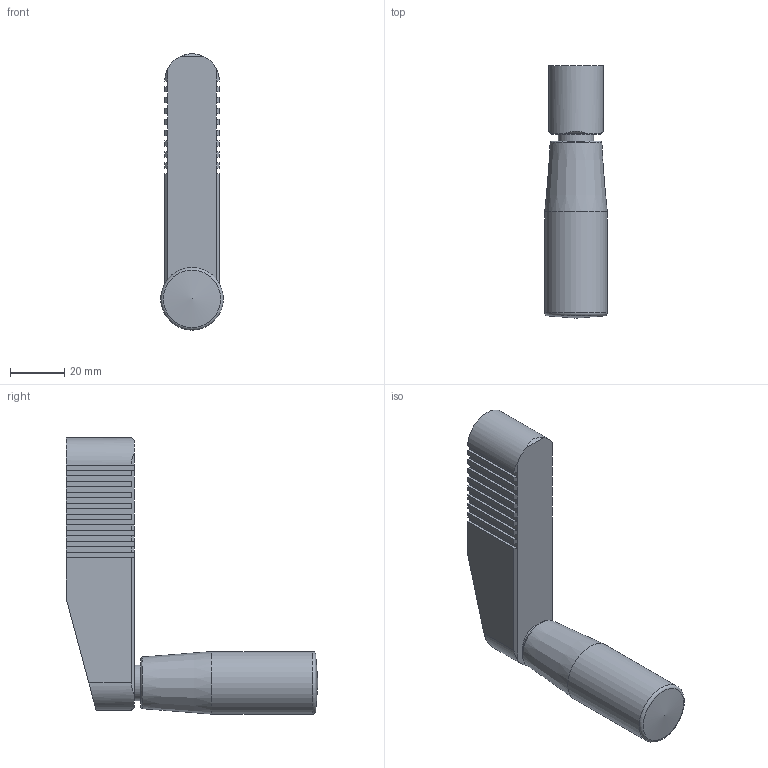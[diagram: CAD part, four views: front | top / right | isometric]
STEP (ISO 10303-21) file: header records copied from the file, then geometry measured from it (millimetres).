
FILE_DESCRIPTION(/* description */ ('Unknown'),/* implementation_level */ '2;1');
FILE_NAME(/* name */ 'Handkurbel GN112 d12',/* time_stamp */ '2020-03-19T15:22:55+01:00',/* author */ ('Unknown'),/* organization */ ('Unknown'),/* preprocessor_version */ 'ST-DEVELOPER v16.7',/* originating_system */ 'Solid Edge',/* authorisation */ 'Unknown');
FILE_SCHEMA (('AUTOMOTIVE_DESIGN {1 0 10303 214 3 1 1}'));
Length unit declared in the file: millimetre
Products named in the file (1): ganter_gn_112_1-100-s12
Bounding box: 23 x 92.5 x 101.5 mm (x, y, z)
Volume: 65700.9 mm3; surface area: 15332.2 mm2
Topology: 1 solids, 1 shells, 109 faces, 278 edges, 172 vertices
Faces by surface type: plane 98, cylinder 6, torus 2, cone 2, sphere 1
Full cylindrical faces by diameter (mm): 3 x1, 12 x1, 13.024 x1, 23 x1
Entity records: 3972 total; most frequent: CARTESIAN_POINT 596, ORIENTED_EDGE 532, DIRECTION 507, EDGE_CURVE 266, LINE 243, VECTOR 243, VERTEX_POINT 170, AXIS2_PLACEMENT_3D 132
